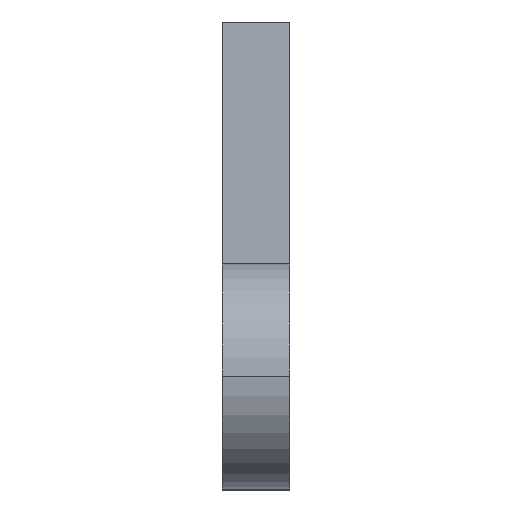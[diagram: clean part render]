
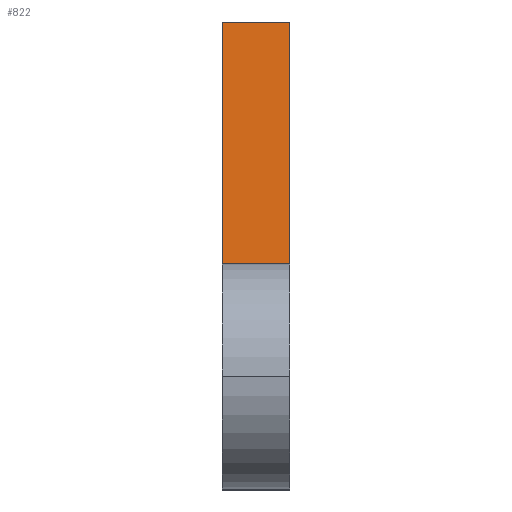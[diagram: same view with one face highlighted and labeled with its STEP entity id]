
A CAD part, top view. The second image highlights one B-rep face of the part: STEP entity #822.
In plain terms, the highlighted planar face has unit normal (0, 0.927, 0.376).
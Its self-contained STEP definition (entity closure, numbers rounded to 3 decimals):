
#21 = AXIS2_PLACEMENT_3D ( 'NONE', #314, #406, #43 ) ;
#31 = VECTOR ( 'NONE', #744, 1000. ) ;
#43 = DIRECTION ( 'NONE',  ( 0., -0.376, 0.927 ) ) ;
#46 = LINE ( 'NONE', #547, #875 ) ;
#100 = VERTEX_POINT ( 'NONE', #482 ) ;
#107 = VERTEX_POINT ( 'NONE', #345 ) ;
#152 = EDGE_CURVE ( 'NONE', #382, #100, #693, .T. ) ;
#154 = ORIENTED_EDGE ( 'NONE', *, *, #523, .F. ) ;
#201 = CARTESIAN_POINT ( 'NONE',  ( 2.833, 0.876, -3.204 ) ) ;
#230 = EDGE_CURVE ( 'NONE', #773, #100, #353, .T. ) ;
#266 = DIRECTION ( 'NONE',  ( 1., 0., 0. ) ) ;
#297 = CARTESIAN_POINT ( 'NONE',  ( 0.167, 9.879, -25.425 ) ) ;
#301 = EDGE_CURVE ( 'NONE', #107, #382, #937, .T. ) ;
#314 = CARTESIAN_POINT ( 'NONE',  ( 0.167, 0.876, -3.204 ) ) ;
#325 = CARTESIAN_POINT ( 'NONE',  ( 0.167, 9.879, -25.425 ) ) ;
#345 = CARTESIAN_POINT ( 'NONE',  ( 0.167, 19.471, -49.099 ) ) ;
#353 = LINE ( 'NONE', #201, #648 ) ;
#382 = VERTEX_POINT ( 'NONE', #297 ) ;
#406 = DIRECTION ( 'NONE',  ( 0., 0.927, 0.376 ) ) ;
#482 = CARTESIAN_POINT ( 'NONE',  ( 2.833, 9.879, -25.425 ) ) ;
#494 = ORIENTED_EDGE ( 'NONE', *, *, #152, .T. ) ;
#518 = VECTOR ( 'NONE', #707, 1000. ) ;
#520 = CARTESIAN_POINT ( 'NONE',  ( 0.167, 0.876, -3.204 ) ) ;
#523 = EDGE_CURVE ( 'NONE', #107, #773, #46, .T. ) ;
#538 = FACE_OUTER_BOUND ( 'NONE', #884, .T. ) ;
#542 = CARTESIAN_POINT ( 'NONE',  ( 2.833, 19.471, -49.099 ) ) ;
#547 = CARTESIAN_POINT ( 'NONE',  ( 0.167, 19.471, -49.099 ) ) ;
#647 = ORIENTED_EDGE ( 'NONE', *, *, #301, .T. ) ;
#648 = VECTOR ( 'NONE', #872, 1000. ) ;
#660 = ORIENTED_EDGE ( 'NONE', *, *, #230, .F. ) ;
#693 = LINE ( 'NONE', #325, #518 ) ;
#707 = DIRECTION ( 'NONE',  ( 1., 0., 0. ) ) ;
#744 = DIRECTION ( 'NONE',  ( 0., -0.376, 0.927 ) ) ;
#763 = PLANE ( 'NONE',  #21 ) ;
#773 = VERTEX_POINT ( 'NONE', #542 ) ;
#822 = ADVANCED_FACE ( 'NONE', ( #538 ), #763, .T. ) ;
#872 = DIRECTION ( 'NONE',  ( 0., -0.376, 0.927 ) ) ;
#875 = VECTOR ( 'NONE', #266, 1000. ) ;
#884 = EDGE_LOOP ( 'NONE', ( #154, #647, #494, #660 ) ) ;
#937 = LINE ( 'NONE', #520, #31 ) ;
